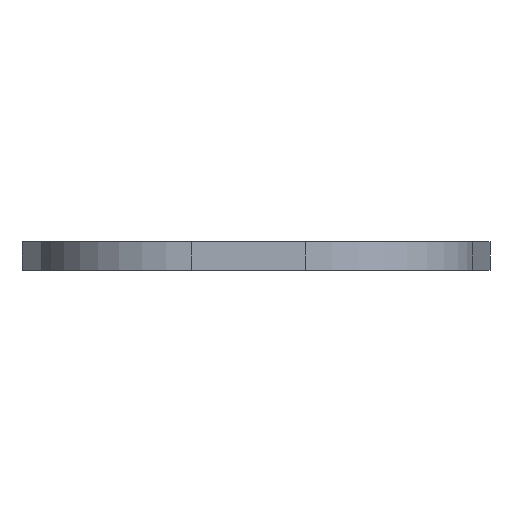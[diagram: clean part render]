
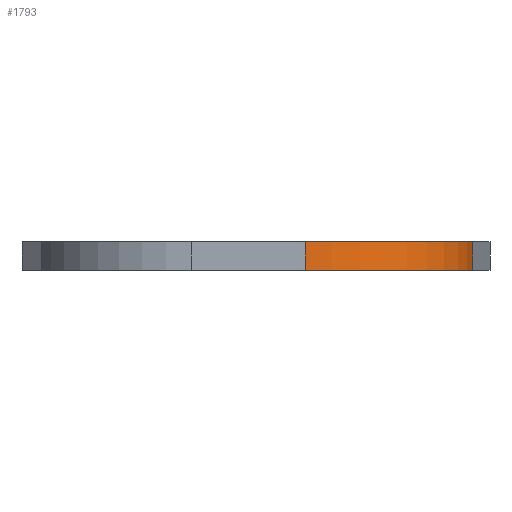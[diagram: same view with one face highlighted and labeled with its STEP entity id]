
A CAD part, front view. The second image highlights one B-rep face of the part: STEP entity #1793.
In plain terms, the highlighted cylindrical face has radius 23.537 mm (diameter 47.073 mm), a partial arc.
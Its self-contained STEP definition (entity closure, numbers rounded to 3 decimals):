
#23 = AXIS2_PLACEMENT_3D ( 'NONE', #345, #473, #462 ) ;
#33 = EDGE_CURVE ( 'NONE', #1079, #1191, #909, .T. ) ;
#50 = CARTESIAN_POINT ( 'NONE',  ( 140.596, -39.381, 9. ) ) ;
#124 = CYLINDRICAL_SURFACE ( 'NONE', #278, 23.537 ) ;
#134 = DIRECTION ( 'NONE',  ( 0., 0., -1. ) ) ;
#211 = DIRECTION ( 'NONE',  ( -1., 0., 0. ) ) ;
#274 = EDGE_CURVE ( 'NONE', #1079, #719, #314, .T. ) ;
#278 = AXIS2_PLACEMENT_3D ( 'NONE', #354, #1100, #211 ) ;
#314 = CIRCLE ( 'NONE', #23, 23.537 ) ;
#345 = CARTESIAN_POINT ( 'NONE',  ( 117.222, -36.617, 5. ) ) ;
#354 = CARTESIAN_POINT ( 'NONE',  ( 117.222, -36.617, 5. ) ) ;
#357 = ORIENTED_EDGE ( 'NONE', *, *, #1155, .F. ) ;
#418 = CARTESIAN_POINT ( 'NONE',  ( 117.222, -60.153, 5. ) ) ;
#462 = DIRECTION ( 'NONE',  ( -1., 0., 0. ) ) ;
#473 = DIRECTION ( 'NONE',  ( 0., 0., -1. ) ) ;
#516 = CARTESIAN_POINT ( 'NONE',  ( 140.596, -39.381, 5. ) ) ;
#567 = FACE_OUTER_BOUND ( 'NONE', #1195, .T. ) ;
#631 = DIRECTION ( 'NONE',  ( 0., 0., 1. ) ) ;
#677 = CARTESIAN_POINT ( 'NONE',  ( 117.222, -60.153, 9. ) ) ;
#719 = VERTEX_POINT ( 'NONE', #1959 ) ;
#870 = VECTOR ( 'NONE', #631, 1000. ) ;
#883 = LINE ( 'NONE', #418, #1281 ) ;
#909 = LINE ( 'NONE', #516, #870 ) ;
#977 = CARTESIAN_POINT ( 'NONE',  ( 140.596, -39.381, 5. ) ) ;
#1035 = CARTESIAN_POINT ( 'NONE',  ( 117.222, -36.617, 9. ) ) ;
#1049 = VERTEX_POINT ( 'NONE', #677 ) ;
#1079 = VERTEX_POINT ( 'NONE', #977 ) ;
#1100 = DIRECTION ( 'NONE',  ( 0., 0., 1. ) ) ;
#1155 = EDGE_CURVE ( 'NONE', #719, #1049, #883, .T. ) ;
#1185 = DIRECTION ( 'NONE',  ( -1., 0., 0. ) ) ;
#1191 = VERTEX_POINT ( 'NONE', #50 ) ;
#1195 = EDGE_LOOP ( 'NONE', ( #1407, #357, #1787, #1545 ) ) ;
#1241 = DIRECTION ( 'NONE',  ( 0., 0., 1. ) ) ;
#1281 = VECTOR ( 'NONE', #1241, 1000. ) ;
#1301 = AXIS2_PLACEMENT_3D ( 'NONE', #1035, #134, #1185 ) ;
#1407 = ORIENTED_EDGE ( 'NONE', *, *, #1962, .T. ) ;
#1537 = CIRCLE ( 'NONE', #1301, 23.537 ) ;
#1545 = ORIENTED_EDGE ( 'NONE', *, *, #33, .T. ) ;
#1787 = ORIENTED_EDGE ( 'NONE', *, *, #274, .F. ) ;
#1793 = ADVANCED_FACE ( 'NONE', ( #567 ), #124, .T. ) ;
#1959 = CARTESIAN_POINT ( 'NONE',  ( 117.222, -60.153, 5. ) ) ;
#1962 = EDGE_CURVE ( 'NONE', #1191, #1049, #1537, .T. ) ;
